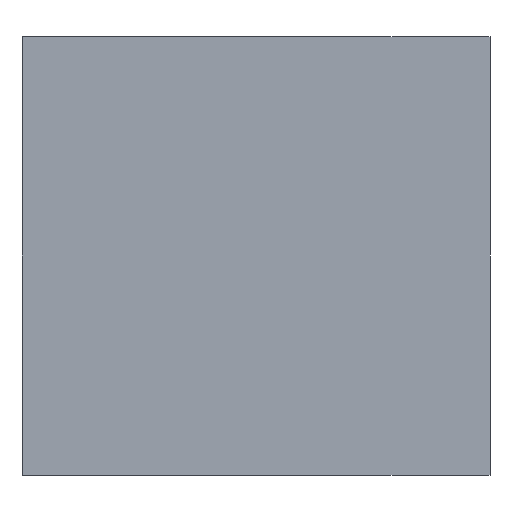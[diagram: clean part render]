
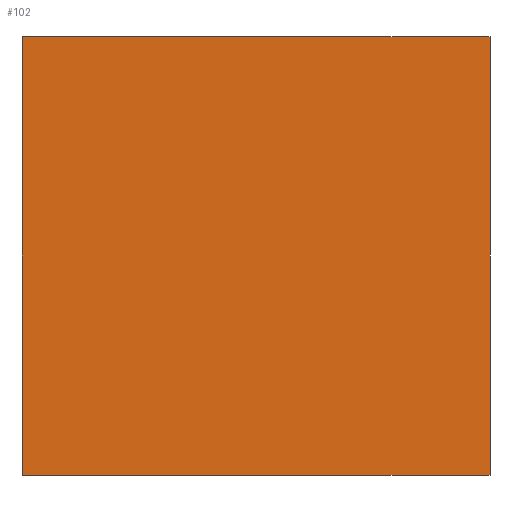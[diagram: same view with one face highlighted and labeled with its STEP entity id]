
A CAD part, front view. The second image highlights one B-rep face of the part: STEP entity #102.
In plain terms, the highlighted planar face has unit normal (0, -1, 0).
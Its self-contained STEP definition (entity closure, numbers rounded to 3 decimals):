
#17=PLANE('',#133);
#23=FACE_OUTER_BOUND('',#29,.T.);
#29=EDGE_LOOP('',(#83,#84,#85,#86));
#36=LINE('',#179,#46);
#38=LINE('',#183,#48);
#39=LINE('',#185,#49);
#40=LINE('',#186,#50);
#46=VECTOR('',#150,10.);
#48=VECTOR('',#154,10.);
#49=VECTOR('',#155,10.);
#50=VECTOR('',#156,10.);
#59=VERTEX_POINT('',#176);
#60=VERTEX_POINT('',#178);
#61=VERTEX_POINT('',#182);
#62=VERTEX_POINT('',#184);
#68=EDGE_CURVE('',#60,#59,#36,.T.);
#70=EDGE_CURVE('',#59,#61,#38,.T.);
#71=EDGE_CURVE('',#62,#61,#39,.T.);
#72=EDGE_CURVE('',#60,#62,#40,.T.);
#83=ORIENTED_EDGE('',*,*,#70,.T.);
#84=ORIENTED_EDGE('',*,*,#71,.F.);
#85=ORIENTED_EDGE('',*,*,#72,.F.);
#86=ORIENTED_EDGE('',*,*,#68,.T.);
#102=ADVANCED_FACE('',(#23),#17,.T.);
#133=AXIS2_PLACEMENT_3D('',#181,#152,#153);
#150=DIRECTION('',(0.,0.,1.));
#152=DIRECTION('center_axis',(0.,-1.,0.));
#153=DIRECTION('ref_axis',(0.,0.,-1.));
#154=DIRECTION('',(-1.,0.,0.));
#155=DIRECTION('',(0.,0.,1.));
#156=DIRECTION('',(-1.,0.,0.));
#176=CARTESIAN_POINT('',(16.,21.,30.));
#178=CARTESIAN_POINT('',(16.,21.,0.));
#179=CARTESIAN_POINT('',(16.,21.,0.));
#181=CARTESIAN_POINT('Origin',(16.,21.,0.));
#182=CARTESIAN_POINT('',(-16.,21.,30.));
#183=CARTESIAN_POINT('',(16.,21.,30.));
#184=CARTESIAN_POINT('',(-16.,21.,0.));
#185=CARTESIAN_POINT('',(-16.,21.,0.));
#186=CARTESIAN_POINT('',(16.,21.,0.));
